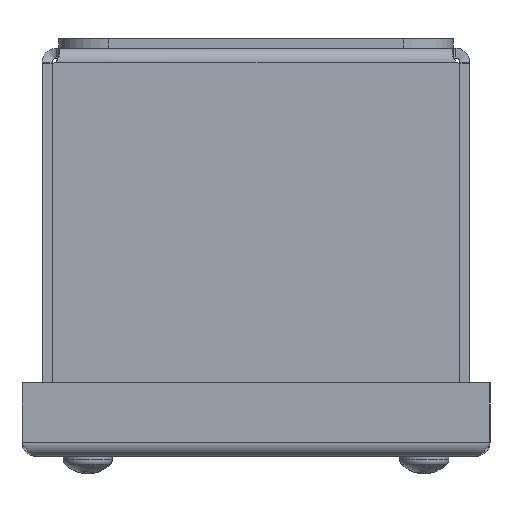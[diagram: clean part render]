
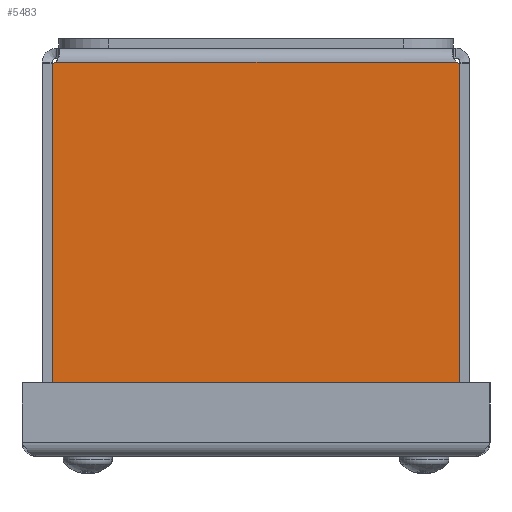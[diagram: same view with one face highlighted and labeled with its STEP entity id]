
A CAD part, front view. The second image highlights one B-rep face of the part: STEP entity #5483.
In plain terms, the highlighted planar face has unit normal (0, -1, 0).
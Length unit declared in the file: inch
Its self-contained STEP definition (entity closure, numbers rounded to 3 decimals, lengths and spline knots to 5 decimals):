
#347=CIRCLE('',#5917,0.07);
#349=CIRCLE('',#5920,0.07);
#626=PLANE('',#5919);
#909=FACE_OUTER_BOUND('',#1261,.T.);
#1261=EDGE_LOOP('',(#4819,#4820,#4821,#4822,#4823,#4824));
#1716=LINE('',#9384,#2184);
#1724=LINE('',#9405,#2192);
#1768=LINE('',#9821,#2236);
#1769=LINE('',#9823,#2237);
#2184=VECTOR('',#7108,3.10059);
#2192=VECTOR('',#7136,2.58869);
#2236=VECTOR('',#7238,2.58869);
#2237=VECTOR('',#7239,3.04583);
#2723=VERTEX_POINT('',#9381);
#2724=VERTEX_POINT('',#9383);
#2727=VERTEX_POINT('',#9404);
#2760=VERTEX_POINT('',#9813);
#2761=VERTEX_POINT('',#9815);
#2763=VERTEX_POINT('',#9822);
#3387=EDGE_CURVE('',#2724,#2723,#1716,.T.);
#3398=EDGE_CURVE('',#2724,#2727,#1724,.T.);
#3459=EDGE_CURVE('',#2761,#2760,#347,.T.);
#3462=EDGE_CURVE('',#2761,#2723,#1768,.T.);
#3463=EDGE_CURVE('',#2760,#2763,#1769,.T.);
#3464=EDGE_CURVE('',#2763,#2727,#349,.T.);
#4819=ORIENTED_EDGE('',*,*,#3387,.T.);
#4820=ORIENTED_EDGE('',*,*,#3462,.F.);
#4821=ORIENTED_EDGE('',*,*,#3459,.T.);
#4822=ORIENTED_EDGE('',*,*,#3463,.T.);
#4823=ORIENTED_EDGE('',*,*,#3464,.T.);
#4824=ORIENTED_EDGE('',*,*,#3398,.F.);
#5483=ADVANCED_FACE('',(#909),#626,.F.);
#5917=AXIS2_PLACEMENT_3D('',#9816,#7231,#7232);
#5919=AXIS2_PLACEMENT_3D('',#9820,#7236,#7237);
#5920=AXIS2_PLACEMENT_3D('',#9824,#7240,#7241);
#7108=DIRECTION('',(-1.,0.,0.));
#7136=DIRECTION('',(0.,0.,-1.));
#7231=DIRECTION('center_axis',(0.,1.,0.));
#7232=DIRECTION('ref_axis',(1.,0.,0.));
#7236=DIRECTION('center_axis',(0.,1.,0.));
#7237=DIRECTION('ref_axis',(1.,0.,0.));
#7238=DIRECTION('',(0.,0.,1.));
#7239=DIRECTION('',(1.,0.,0.));
#7240=DIRECTION('center_axis',(0.,1.,0.));
#7241=DIRECTION('ref_axis',(1.,0.,0.));
#9381=CARTESIAN_POINT('',(0.07471,0.,2.70475));
#9383=CARTESIAN_POINT('',(3.17529,0.,2.70475));
#9384=CARTESIAN_POINT('',(2.40015,0.,2.70475));
#9404=CARTESIAN_POINT('',(3.17529,0.,0.11606));
#9405=CARTESIAN_POINT('',(3.17529,0.,0.10525));
#9813=CARTESIAN_POINT('',(0.10208,0.,0.10525));
#9815=CARTESIAN_POINT('',(0.07471,0.,0.11606));
#9816=CARTESIAN_POINT('Origin',(0.06327,0.,
0.047));
#9820=CARTESIAN_POINT('Origin',(1.625,0.,1.37657));
#9821=CARTESIAN_POINT('',(0.07471,0.,0.10525));
#9822=CARTESIAN_POINT('',(3.14792,0.,0.10525));
#9823=CARTESIAN_POINT('',(1.625,0.,0.10525));
#9824=CARTESIAN_POINT('Origin',(3.18673,0.,0.047));
